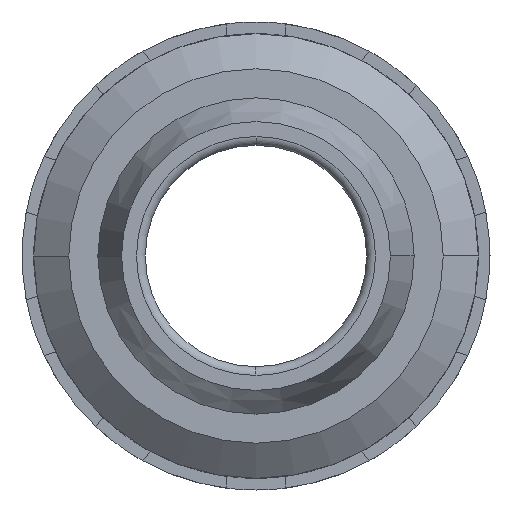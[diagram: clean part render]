
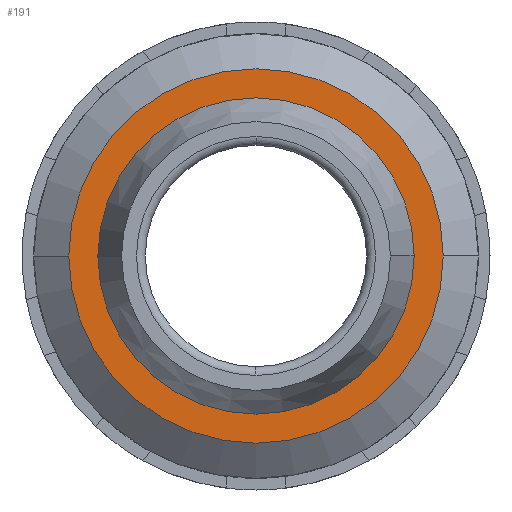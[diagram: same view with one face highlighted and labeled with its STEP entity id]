
A CAD part, left-side view. The second image highlights one B-rep face of the part: STEP entity #191.
In plain terms, the highlighted planar face has unit normal (-1, 0, 0).
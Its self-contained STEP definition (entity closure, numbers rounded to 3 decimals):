
#191=ADVANCED_FACE('',(#425,#426),#427,.T.);
#425=FACE_BOUND('',#664,.T.);
#426=FACE_OUTER_BOUND('',#665,.T.);
#427=PLANE('',#666);
#664=EDGE_LOOP('',(#1510,#1511));
#665=EDGE_LOOP('',(#1512,#1513));
#666=AXIS2_PLACEMENT_3D('',#1514,#1515,#1516);
#1510=ORIENTED_EDGE('',*,*,#1832,.T.);
#1511=ORIENTED_EDGE('',*,*,#1717,.T.);
#1512=ORIENTED_EDGE('',*,*,#1710,.F.);
#1513=ORIENTED_EDGE('',*,*,#1833,.F.);
#1514=CARTESIAN_POINT('',(57.0,14.8,0.0));
#1515=DIRECTION('',(-1.0,0.0,0.0));
#1516=DIRECTION('',(0.0,-1.0,0.0));
#1710=EDGE_CURVE('',#2091,#2094,#2095,.T.);
#1717=EDGE_CURVE('',#2102,#2106,#2108,.T.);
#1832=EDGE_CURVE('',#2106,#2102,#2290,.T.);
#1833=EDGE_CURVE('',#2094,#2091,#2291,.T.);
#2091=VERTEX_POINT('',#2615);
#2094=VERTEX_POINT('',#2619);
#2095=CIRCLE('',#2620,29.6);
#2102=VERTEX_POINT('',#2628);
#2106=VERTEX_POINT('',#2633);
#2108=CIRCLE('',#2636,25.0);
#2290=CIRCLE('',#2892,25.0);
#2291=CIRCLE('',#2893,29.6);
#2615=CARTESIAN_POINT('',(57.0,29.6,0.0));
#2619=CARTESIAN_POINT('',(57.0,-29.6,0.));
#2620=AXIS2_PLACEMENT_3D('',#3214,#3215,#3216);
#2628=CARTESIAN_POINT('',(57.0,0.,-25.0));
#2633=CARTESIAN_POINT('',(57.0,0.,25.0));
#2636=AXIS2_PLACEMENT_3D('',#3229,#3230,#3231);
#2892=AXIS2_PLACEMENT_3D('',#3426,#3427,#3428);
#2893=AXIS2_PLACEMENT_3D('',#3429,#3430,#3431);
#3214=CARTESIAN_POINT('',(57.0,0.0,0.0));
#3215=DIRECTION('',(1.0,0.0,0.0));
#3216=DIRECTION('',(0.0,1.0,0.0));
#3229=CARTESIAN_POINT('',(57.0,0.0,0.0));
#3230=DIRECTION('',(1.0,-0.0,0.0));
#3231=DIRECTION('',(0.0,0.0,-1.0));
#3426=CARTESIAN_POINT('',(57.0,0.0,0.0));
#3427=DIRECTION('',(1.0,-0.0,0.0));
#3428=DIRECTION('',(0.0,0.0,-1.0));
#3429=CARTESIAN_POINT('',(57.0,0.0,0.0));
#3430=DIRECTION('',(1.0,0.0,0.0));
#3431=DIRECTION('',(0.0,1.0,0.0));
